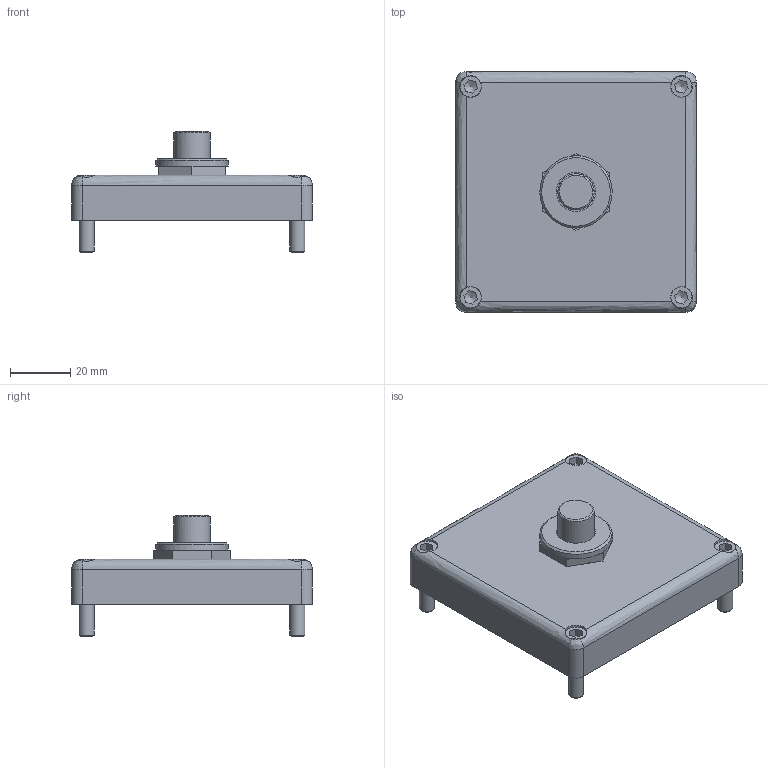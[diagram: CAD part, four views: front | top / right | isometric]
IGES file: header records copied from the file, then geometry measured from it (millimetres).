
Global section: file name: SZ3530V_A; native system: Autodesk Inventor 2015; preprocessor: unknown; author: Behrens; date: 20151118.141329; units: millimetre
Bounding box: 80 x 80 x 40.2 mm (x, y, z)
Volume: 90779.1 mm3; surface area: 31172.7 mm2
Topology: 8 solids, 8 shells, 155 faces, 447 edges, 305 vertices
Faces by surface type: bspline 155
